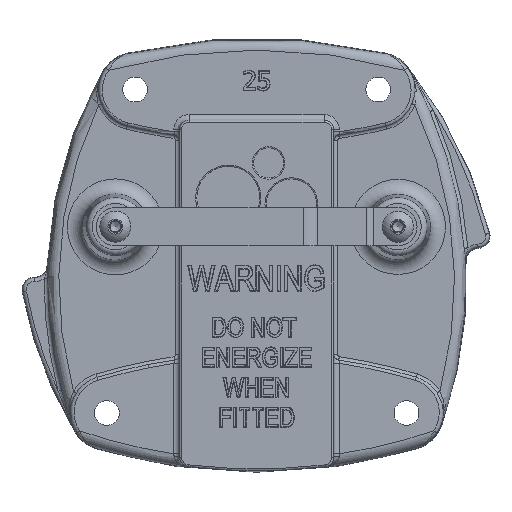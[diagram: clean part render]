
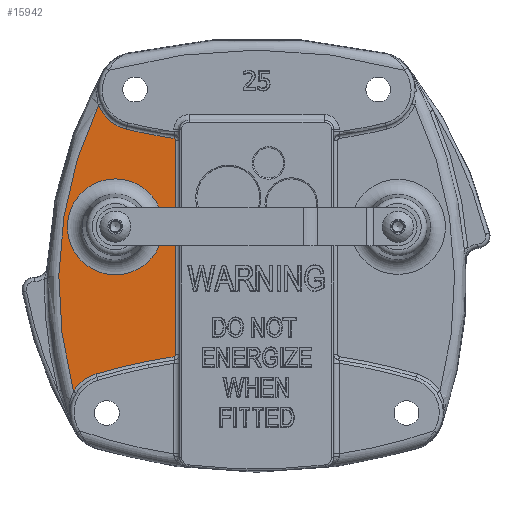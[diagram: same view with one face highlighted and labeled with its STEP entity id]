
A CAD part, top view. The second image highlights one B-rep face of the part: STEP entity #15942.
In plain terms, the highlighted planar face has unit normal (0, 0, 1).
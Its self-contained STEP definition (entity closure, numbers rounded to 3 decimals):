
#198=FACE_BOUND('',#5746,.T.);
#551=PLANE('',#17267);
#1831=LINE('',#32805,#3133);
#3133=VECTOR('',#20888,10.);
#4699=FACE_OUTER_BOUND('',#5745,.T.);
#5745=EDGE_LOOP('',(#14483,#14484,#14485,#14486,#14487,#14488,#14489,#14490));
#5746=EDGE_LOOP('',(#14491));
#6012=CIRCLE('',#17163,294.95);
#6032=CIRCLE('',#17197,216.899);
#6053=CIRCLE('',#17229,20.951);
#6055=CIRCLE('',#17232,294.95);
#6058=CIRCLE('',#17236,20.951);
#6079=CIRCLE('',#17268,25.129);
#6478=B_SPLINE_CURVE_WITH_KNOTS('',3,(#32405,#32406,#32407,#32408,#32409),
 .UNSPECIFIED.,.F.,.F.,(4,1,4),(0.,0.087,0.151),
 .UNSPECIFIED.);
#6484=B_SPLINE_CURVE_WITH_KNOTS('',3,(#32653,#32654,#32655,#32656,#32657),
 .UNSPECIFIED.,.F.,.F.,(4,1,4),(0.,0.087,0.151),
 .UNSPECIFIED.);
#7769=VERTEX_POINT('',#32394);
#7772=VERTEX_POINT('',#32403);
#7781=VERTEX_POINT('',#32582);
#7783=VERTEX_POINT('',#32642);
#7786=VERTEX_POINT('',#32651);
#7804=VERTEX_POINT('',#32982);
#7805=VERTEX_POINT('',#32988);
#7833=VERTEX_POINT('',#33320);
#7843=VERTEX_POINT('',#33557);
#9947=EDGE_CURVE('',#7772,#7769,#6478,.T.);
#9964=EDGE_CURVE('',#7769,#7781,#6012,.T.);
#9971=EDGE_CURVE('',#7786,#7783,#6484,.T.);
#9989=EDGE_CURVE('',#7783,#7772,#1831,.T.);
#10011=EDGE_CURVE('',#7805,#7804,#6032,.T.);
#10058=EDGE_CURVE('',#7805,#7833,#6053,.T.);
#10060=EDGE_CURVE('',#7833,#7786,#6055,.T.);
#10064=EDGE_CURVE('',#7781,#7804,#6058,.T.);
#10088=EDGE_CURVE('',#7843,#7843,#6079,.F.);
#14483=ORIENTED_EDGE('',*,*,#9947,.F.);
#14484=ORIENTED_EDGE('',*,*,#9989,.F.);
#14485=ORIENTED_EDGE('',*,*,#9971,.F.);
#14486=ORIENTED_EDGE('',*,*,#10060,.F.);
#14487=ORIENTED_EDGE('',*,*,#10058,.F.);
#14488=ORIENTED_EDGE('',*,*,#10011,.T.);
#14489=ORIENTED_EDGE('',*,*,#10064,.F.);
#14490=ORIENTED_EDGE('',*,*,#9964,.F.);
#14491=ORIENTED_EDGE('',*,*,#10088,.T.);
#15942=ADVANCED_FACE('',(#4699,#198),#551,.T.);
#17163=AXIS2_PLACEMENT_3D('',#32583,#20838,#20839);
#17197=AXIS2_PLACEMENT_3D('',#32989,#20913,#20914);
#17229=AXIS2_PLACEMENT_3D('',#33324,#20980,#20981);
#17232=AXIS2_PLACEMENT_3D('',#33327,#20986,#20987);
#17236=AXIS2_PLACEMENT_3D('',#33386,#20994,#20995);
#17267=AXIS2_PLACEMENT_3D('',#33556,#21056,#21057);
#17268=AXIS2_PLACEMENT_3D('',#33558,#21058,#21059);
#20838=DIRECTION('center_axis',(0.,0.,1.));
#20839=DIRECTION('ref_axis',(-0.285,0.958,0.));
#20888=DIRECTION('',(0.,-1.,0.));
#20913=DIRECTION('center_axis',(0.,0.,1.));
#20914=DIRECTION('ref_axis',(1.,0.,0.));
#20980=DIRECTION('center_axis',(0.,0.,1.));
#20981=DIRECTION('ref_axis',(-0.929,-0.37,0.));
#20986=DIRECTION('center_axis',(0.,0.,1.));
#20987=DIRECTION('ref_axis',(-0.231,-0.973,0.));
#20994=DIRECTION('center_axis',(0.,0.,1.));
#20995=DIRECTION('ref_axis',(-0.851,0.525,0.));
#21056=DIRECTION('center_axis',(0.,0.,1.));
#21057=DIRECTION('ref_axis',(1.,0.,0.));
#21058=DIRECTION('center_axis',(0.,0.,1.));
#21059=DIRECTION('ref_axis',(1.,0.,0.));
#32394=CARTESIAN_POINT('',(-43.285,-49.001,-8.));
#32403=CARTESIAN_POINT('',(-42.425,-47.905,-8.));
#32405=CARTESIAN_POINT('Ctrl Pts',(-42.425,-47.905,-8.));
#32406=CARTESIAN_POINT('Ctrl Pts',(-42.425,-48.193,
-8.));
#32407=CARTESIAN_POINT('Ctrl Pts',(-42.611,-48.7,
-8.));
#32408=CARTESIAN_POINT('Ctrl Pts',(-43.07,-48.969,
-8.));
#32409=CARTESIAN_POINT('Ctrl Pts',(-43.285,-49.001,
-8.));
#32582=CARTESIAN_POINT('',(-84.11,-58.054,-8.));
#32583=CARTESIAN_POINT('Origin',(0.,-340.758,
-8.));
#32642=CARTESIAN_POINT('',(-42.425,64.231,-8.));
#32651=CARTESIAN_POINT('',(-43.285,65.328,-8.));
#32653=CARTESIAN_POINT('Ctrl Pts',(-43.285,65.328,-8.));
#32654=CARTESIAN_POINT('Ctrl Pts',(-42.999,65.285,-8.));
#32655=CARTESIAN_POINT('Ctrl Pts',(-42.56,64.953,-8.));
#32656=CARTESIAN_POINT('Ctrl Pts',(-42.425,64.448,-8.));
#32657=CARTESIAN_POINT('Ctrl Pts',(-42.425,64.231,-8.));
#32805=CARTESIAN_POINT('',(-42.425,-52.413,-8.));
#32982=CARTESIAN_POINT('',(-95.962,-67.129,-8.));
#32988=CARTESIAN_POINT('',(-82.848,82.773,-8.));
#32989=CARTESIAN_POINT('Origin',(113.253,-9.908,-8.));
#33320=CARTESIAN_POINT('',(-68.226,70.134,-8.));
#33324=CARTESIAN_POINT('Origin',(-63.38,90.516,-8.));
#33327=CARTESIAN_POINT('Origin',(0.,357.085,
-8.));
#33386=CARTESIAN_POINT('Origin',(-78.135,-78.135,-8.));
#33556=CARTESIAN_POINT('Origin',(0.,1.803,-8.));
#33557=CARTESIAN_POINT('',(-48.871,19.,-8.));
#33558=CARTESIAN_POINT('Origin',(-74.,19.,-8.));
